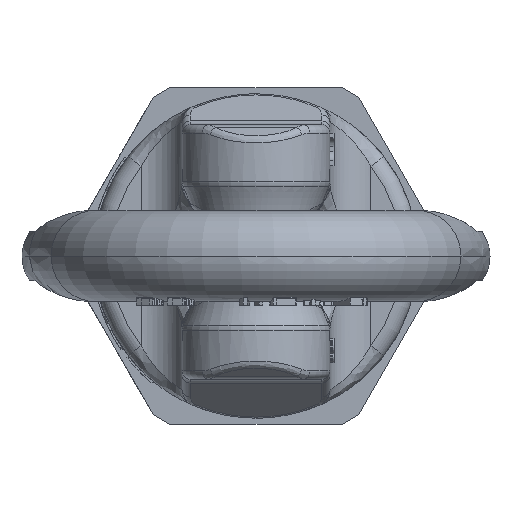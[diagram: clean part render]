
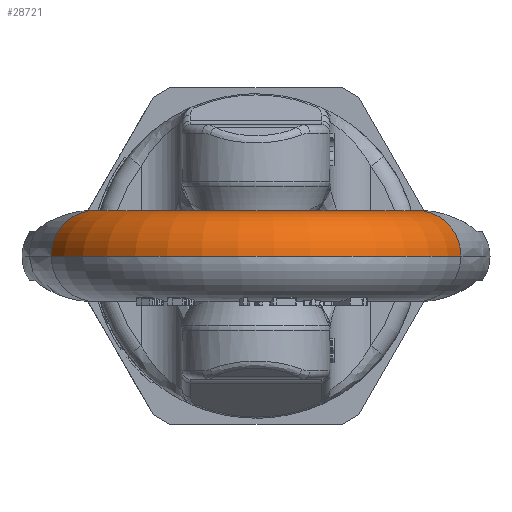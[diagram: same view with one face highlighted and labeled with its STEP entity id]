
A CAD part, left-side view. The second image highlights one B-rep face of the part: STEP entity #28721.
In plain terms, the highlighted toroidal (fillet/blend) face has major radius 20.5 mm and minor radius 5.5 mm.
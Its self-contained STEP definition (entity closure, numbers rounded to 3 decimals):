
#23794=CARTESIAN_POINT('',(-50.,0.,0.));
#23795=DIRECTION('',(0.,0.,1.));
#23796=DIRECTION('',(-0.28,0.96,0.));
#23797=AXIS2_PLACEMENT_3D('',#23794,#23795,#23796);
#24725=CARTESIAN_POINT('',(-55.74,-19.68,0.));
#24726=DIRECTION('',(0.96,-0.28,0.));
#24727=DIRECTION('',(-0.28,-0.96,0.));
#24728=AXIS2_PLACEMENT_3D('',#24725,#24726,#24727);
#25054=CARTESIAN_POINT('',(-55.74,19.68,0.));
#25055=DIRECTION('',(-0.96,-0.28,0.));
#25056=DIRECTION('',(-0.28,0.96,0.));
#25057=AXIS2_PLACEMENT_3D('',#25054,#25055,#25056);
#25059=CARTESIAN_POINT('',(-50.,0.,0.));
#25060=DIRECTION('',(0.,0.,1.));
#25061=DIRECTION('',(-0.28,0.96,0.));
#25062=AXIS2_PLACEMENT_3D('',#25059,#25060,#25061);
#27368=CARTESIAN_POINT('',(-54.2,14.4,0.));
#27369=CARTESIAN_POINT('',(-57.28,24.96,0.));
#27370=VERTEX_POINT('',#27368);
#27371=VERTEX_POINT('',#27369);
#27372=CARTESIAN_POINT('',(-54.2,-14.4,0.));
#27373=CARTESIAN_POINT('',(-57.28,-24.96,0.));
#27374=VERTEX_POINT('',#27372);
#27375=VERTEX_POINT('',#27373);
#28710=CARTESIAN_POINT('',(-50.,0.,0.));
#28711=DIRECTION('',(0.,0.,1.));
#28712=DIRECTION('',(0.28,-0.96,0.));
#28713=AXIS2_PLACEMENT_3D('',#28710,#28711,#28712);
#28714=TOROIDAL_SURFACE('',#28713,20.5,5.5);
#28715=ORIENTED_EDGE('',*,*,#28546,.F.);
#28716=ORIENTED_EDGE('',*,*,#28251,.T.);
#28717=ORIENTED_EDGE('',*,*,#28580,.T.);
#28718=ORIENTED_EDGE('',*,*,#28248,.F.);
#28719=EDGE_LOOP('',(#28715,#28716,#28717,#28718));
#28720=FACE_OUTER_BOUND('',#28719,.F.);
#28721=ADVANCED_FACE('',(#28720),#28714,.T.);
#23798=CIRCLE('',#23797,15.);
#24729=CIRCLE('',#24728,5.5);
#25058=CIRCLE('',#25057,5.5);
#25063=CIRCLE('',#25062,26.);
#28248=EDGE_CURVE('',#27370,#27374,#23798,.T.);
#28251=EDGE_CURVE('',#27371,#27375,#25063,.T.);
#28546=EDGE_CURVE('',#27371,#27370,#25058,.T.);
#28580=EDGE_CURVE('',#27375,#27374,#24729,.T.);
